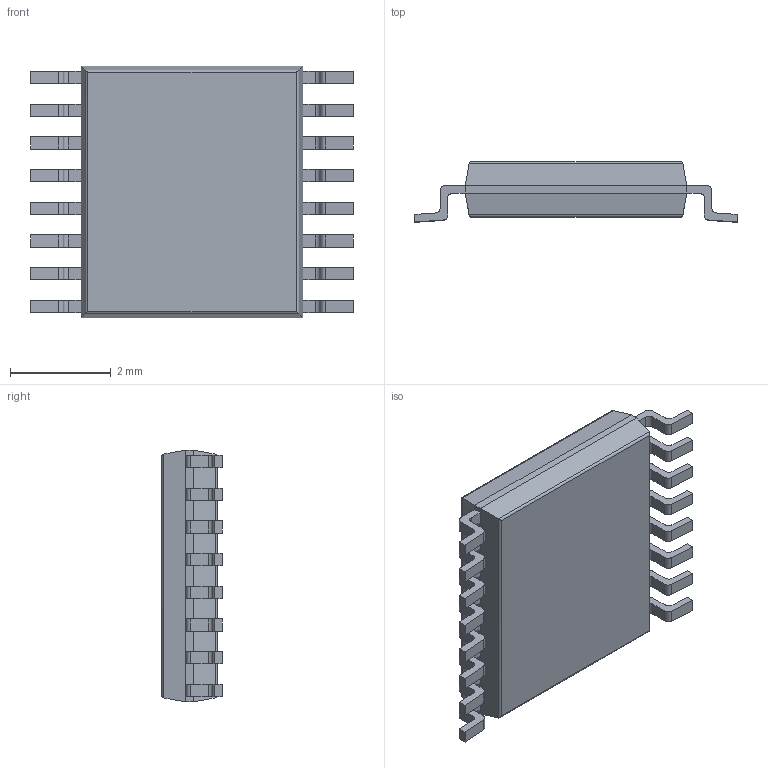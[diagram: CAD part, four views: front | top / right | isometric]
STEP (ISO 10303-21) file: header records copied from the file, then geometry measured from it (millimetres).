
FILE_DESCRIPTION (( 'STEP AP214' ), '1' );
FILE_NAME ('SN65C1168EMPWSEP.STEP', '2023-07-12T14:59:39', ( '' ), ( '' ), 'SwSTEP 2.0', 'SolidWorks 2021', '' );
FILE_SCHEMA (( 'AUTOMOTIVE_DESIGN' ));
Length unit declared in the file: millimetre
Products named in the file (1): SN65C1168EMPWSEP
Bounding box: 6.4 x 1.2 x 5 mm (x, y, z)
Volume: 24.4 mm3; surface area: 81.3 mm2
Topology: 18 solids, 18 shells, 253 faces, 632 edges, 416 vertices
Faces by surface type: plane 177, cylinder 76
Entity records: 7681 total; most frequent: CARTESIAN_POINT 1326, DIRECTION 1268, ORIENTED_EDGE 1264, EDGE_CURVE 632, VECTOR 488, LINE 488, VERTEX_POINT 416, AXIS2_PLACEMENT_3D 390
